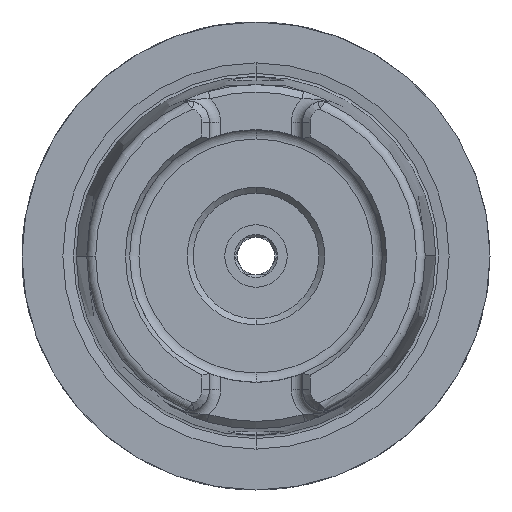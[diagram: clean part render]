
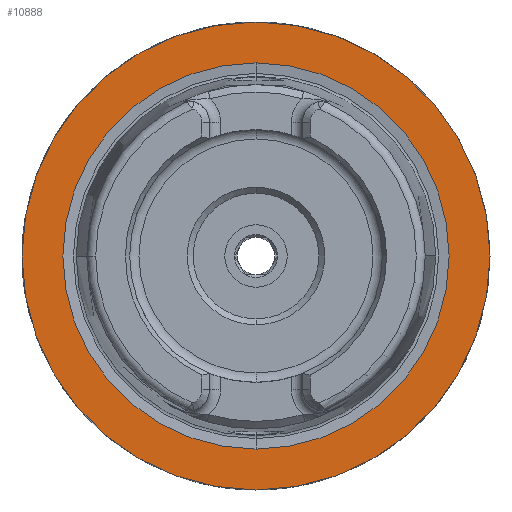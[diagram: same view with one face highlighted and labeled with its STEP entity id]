
A CAD part, left-side view. The second image highlights one B-rep face of the part: STEP entity #10888.
In plain terms, the highlighted planar face has unit normal (-1, 0, 0).
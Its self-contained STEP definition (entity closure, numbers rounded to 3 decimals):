
#31 = CARTESIAN_POINT ( 'NONE',  ( 0., 0., 0. ) ) ;
#332 = DIRECTION ( 'NONE',  ( -1., 0., 0. ) ) ;
#386 = DIRECTION ( 'NONE',  ( 0., 0., 1. ) ) ;
#1091 = DIRECTION ( 'NONE',  ( -1., 0., 0. ) ) ;
#1496 = DIRECTION ( 'NONE',  ( -1., 0., 0. ) ) ;
#1840 = EDGE_CURVE ( 'NONE', #8948, #14984, #9070, .T. ) ;
#2007 = DIRECTION ( 'NONE',  ( -1., 0., 0. ) ) ;
#2506 = FACE_BOUND ( 'NONE', #7210, .T. ) ;
#3154 = ORIENTED_EDGE ( 'NONE', *, *, #8154, .T. ) ;
#3269 = ORIENTED_EDGE ( 'NONE', *, *, #13381, .T. ) ;
#5016 = EDGE_LOOP ( 'NONE', ( #3154, #3269 ) ) ;
#5221 = CARTESIAN_POINT ( 'NONE',  ( 0., 0., 31.5 ) ) ;
#5586 = CARTESIAN_POINT ( 'NONE',  ( 0., 0., 0. ) ) ;
#5747 = AXIS2_PLACEMENT_3D ( 'NONE', #5586, #14379, #6886 ) ;
#5763 = AXIS2_PLACEMENT_3D ( 'NONE', #9204, #1496, #10446 ) ;
#6829 = PLANE ( 'NONE',  #5747 ) ;
#6886 = DIRECTION ( 'NONE',  ( 0., 0., -1. ) ) ;
#7210 = EDGE_LOOP ( 'NONE', ( #16417, #7740 ) ) ;
#7233 = CIRCLE ( 'NONE', #5763, 31.5 ) ;
#7740 = ORIENTED_EDGE ( 'NONE', *, *, #11155, .F. ) ;
#7783 = VERTEX_POINT ( 'NONE', #8874 ) ;
#8154 = EDGE_CURVE ( 'NONE', #11778, #7783, #13900, .T. ) ;
#8816 = CARTESIAN_POINT ( 'NONE',  ( 0., 0., 0. ) ) ;
#8874 = CARTESIAN_POINT ( 'NONE',  ( 0., 0., -31.5 ) ) ;
#8948 = VERTEX_POINT ( 'NONE', #15855 ) ;
#9070 = CIRCLE ( 'NONE', #10978, 25.995 ) ;
#9176 = AXIS2_PLACEMENT_3D ( 'NONE', #8816, #1091, #10079 ) ;
#9204 = CARTESIAN_POINT ( 'NONE',  ( 0., 0., 0. ) ) ;
#9335 = FACE_OUTER_BOUND ( 'NONE', #5016, .T. ) ;
#9691 = CARTESIAN_POINT ( 'NONE',  ( 0., 0., 0. ) ) ;
#9761 = CARTESIAN_POINT ( 'NONE',  ( 0., 0., -25.995 ) ) ;
#10079 = DIRECTION ( 'NONE',  ( 0., 0., 1. ) ) ;
#10446 = DIRECTION ( 'NONE',  ( 0., 0., 1. ) ) ;
#10888 = ADVANCED_FACE ( 'NONE', ( #9335, #2506 ), #6829, .F. ) ;
#10911 = DIRECTION ( 'NONE',  ( 0., 0., 1. ) ) ;
#10978 = AXIS2_PLACEMENT_3D ( 'NONE', #31, #332, #386 ) ;
#11155 = EDGE_CURVE ( 'NONE', #14984, #8948, #13362, .T. ) ;
#11778 = VERTEX_POINT ( 'NONE', #5221 ) ;
#13362 = CIRCLE ( 'NONE', #9176, 25.995 ) ;
#13381 = EDGE_CURVE ( 'NONE', #7783, #11778, #7233, .T. ) ;
#13900 = CIRCLE ( 'NONE', #16145, 31.5 ) ;
#14379 = DIRECTION ( 'NONE',  ( 1., 0., 0. ) ) ;
#14984 = VERTEX_POINT ( 'NONE', #9761 ) ;
#15855 = CARTESIAN_POINT ( 'NONE',  ( 0., 0., 25.995 ) ) ;
#16145 = AXIS2_PLACEMENT_3D ( 'NONE', #9691, #2007, #10911 ) ;
#16417 = ORIENTED_EDGE ( 'NONE', *, *, #1840, .F. ) ;
